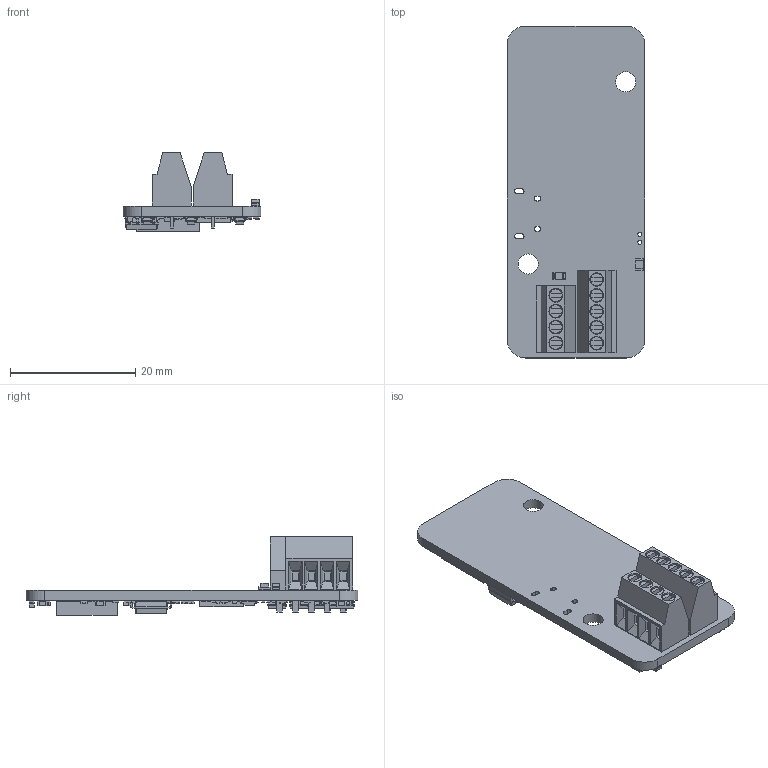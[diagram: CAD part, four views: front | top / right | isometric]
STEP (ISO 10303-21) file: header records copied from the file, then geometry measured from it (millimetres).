
FILE_DESCRIPTION(('KiCad electronic assembly'),'2;1');
FILE_NAME('Lyrav3r2.step','2024-06-24T23:22:00',('Pcbnew'),('Kicad'), 'Open CASCADE STEP processor 7.7','KiCad to STEP converter','Unknown' );
FILE_SCHEMA(('AUTOMOTIVE_DESIGN { 1 0 10303 214 1 1 1 1 }'));
Length unit declared in the file: millimetre
Products named in the file (32): Lyrav3r2 1; TerminalBlock_Phoenix_MPT-0,5-5-2.54_1x05_P2.54mm_Horizontal; TerminalBlock_Phoenix_MPT_05_5_254_1x05_P254mm_Horizontal; TerminalBlock_Phoenix_MPT-0,5-4-2.54_1x04_P2.54mm_Horizontal; TerminalBlock_Phoenix_MPT_05_4_254_1x04_P254mm_Horizontal; LED_0805_2012Metric; C_0402_1005Metric; R_0402_1005Metric; C_0603_1608Metric; SOT-23; SOT_23; SOIC-8_5.275x5.275mm_P1.27mm; SOIC_8_5275x5275mm_P127mm; D_SOD-323F; D_SOD_323F; QFN-56-1EP_7x7mm_P0.4mm_EP3.2x3.2mm; QFN_56_1EP_7x7mm_P04mm_EP32x32mm; R_0603_1608Metric; L_0603_1608Metric; LED_0603_1608Metric; L_0402_1005Metric; TESEO-LIV3F; ASSEMBLY; lyrav3r2_PCB
Assembly tree (94 placements, depth 3):
  Lyrav3r2 1
    TerminalBlock_Phoenix_MPT-0,5-5-2.54_1x05_P2.54mm_Horizontal
      TerminalBlock_Phoenix_MPT_05_5_254_1x05_P254mm_Horizontal
    TerminalBlock_Phoenix_MPT-0,5-4-2.54_1x04_P2.54mm_Horizontal
      TerminalBlock_Phoenix_MPT_05_4_254_1x04_P254mm_Horizontal
    LED_0805_2012Metric  x2
      LED_0805_2012Metric
    C_0402_1005Metric  x28
      C_0402_1005Metric
    R_0402_1005Metric  x24
      R_0402_1005Metric
    C_0603_1608Metric  x7
      C_0603_1608Metric
    SOT-23  x6
      SOT_23
    SOIC-8_5.275x5.275mm_P1.27mm
      SOIC_8_5275x5275mm_P127mm
    D_SOD-323F
      D_SOD_323F
    QFN-56-1EP_7x7mm_P0.4mm_EP3.2x3.2mm
      QFN_56_1EP_7x7mm_P04mm_EP32x32mm
    R_0603_1608Metric  x2
      R_0603_1608Metric
    L_0603_1608Metric
      L_0603_1608Metric
    LED_0603_1608Metric
      LED_0603_1608Metric
    L_0402_1005Metric
      L_0402_1005Metric
    TESEO-LIV3F
      ASSEMBLY
    lyrav3r2_PCB
Bounding box: 22 x 53 x 12.5 mm (x, y, z)
Volume: 3070.5 mm3; surface area: 5409.7 mm2
Topology: 97 solids, 97 shells, 3330 faces, 8534 edges, 5516 vertices
Faces by surface type: plane 2264, cylinder 826, bspline 240
Full cylindrical faces by diameter (mm): 0.4 x1, 0.6 x1, 0.65 x2, 1.1 x9, 1.212 x1, 2 x9, 2.2 x9, 3.2 x2
Entity records: 47502 total; most frequent: CARTESIAN_POINT 7647, ORIENTED_EDGE 6986, DIRECTION 6513, EDGE_CURVE 3493, LINE 2933, VECTOR 2933, VERTEX_POINT 2260, AXIS2_PLACEMENT_3D 1790
